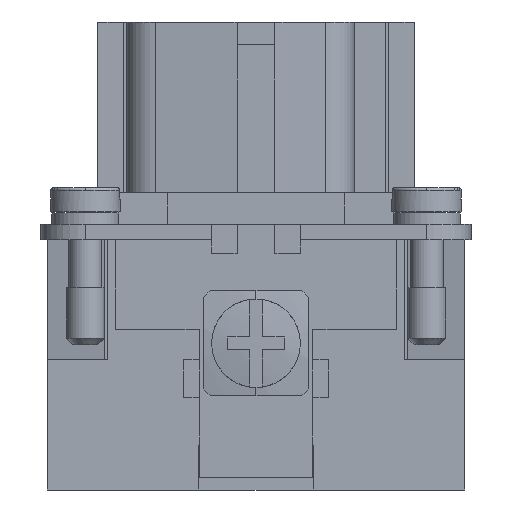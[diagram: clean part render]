
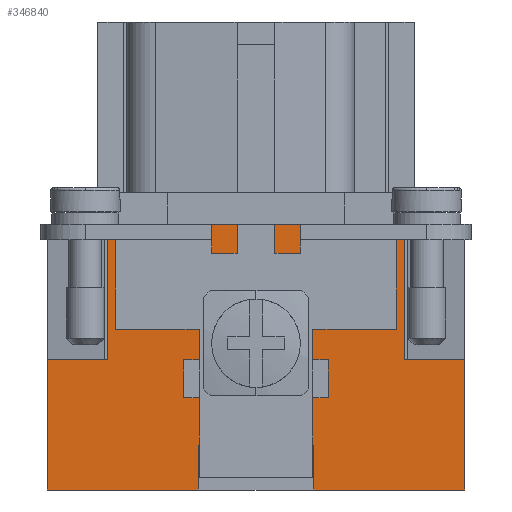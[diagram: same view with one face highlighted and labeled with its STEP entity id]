
A CAD part, left-side view. The second image highlights one B-rep face of the part: STEP entity #346840.
In plain terms, the highlighted planar face has unit normal (-1, 0, 0).
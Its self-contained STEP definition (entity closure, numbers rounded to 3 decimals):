
#251940=CARTESIAN_POINT('',(-21.55,-11.75,21.));
#251950=VERTEX_POINT('',#251940);
#251980=CARTESIAN_POINT('',(-21.55,-11.75,21.));
#251990=DIRECTION('',(0.,1.,0.));
#252000=VECTOR('',#251990,23.5);
#252010=LINE('',#251980,#252000);
#252020=CARTESIAN_POINT('',(-21.55,11.75,21.));
#252030=VERTEX_POINT('',#252020);
#252040=EDGE_CURVE('',#251950,#252030,#252010,.T.);
#340750=CARTESIAN_POINT('',(-21.55,11.75,21.));
#340760=DIRECTION('',(0.,0.,-1.));
#340770=VECTOR('',#340760,10.7);
#340780=LINE('',#340750,#340770);
#340790=CARTESIAN_POINT('',(-21.55,11.75,10.3));
#340800=VERTEX_POINT('',#340790);
#340810=EDGE_CURVE('',#252030,#340800,#340780,.T.);
#341400=CARTESIAN_POINT('',(-21.55,16.5,10.3));
#341410=VERTEX_POINT('',#341400);
#341460=CARTESIAN_POINT('',(-21.55,11.75,10.3));
#341470=DIRECTION('',(0.,1.,0.));
#341480=VECTOR('',#341470,4.75);
#341490=LINE('',#341460,#341480);
#341500=EDGE_CURVE('',#340800,#341410,#341490,.T.);
#344260=CARTESIAN_POINT('',(-21.55,-11.75,10.3));
#344270=DIRECTION('',(0.,0.,1.));
#344280=VECTOR('',#344270,10.7);
#344290=LINE('',#344260,#344280);
#344300=CARTESIAN_POINT('',(-21.55,-11.75,10.3));
#344310=VERTEX_POINT('',#344300);
#344320=EDGE_CURVE('',#344310,#251950,#344290,.T.);
#344630=CARTESIAN_POINT('',(-21.55,-16.5,10.3));
#344640=VERTEX_POINT('',#344630);
#344670=CARTESIAN_POINT('',(-21.55,-16.5,10.3));
#344680=DIRECTION('',(0.,1.,0.));
#344690=VECTOR('',#344680,4.75);
#344700=LINE('',#344670,#344690);
#344710=EDGE_CURVE('',#344640,#344310,#344700,.T.);
#345910=CARTESIAN_POINT('',(-21.55,16.5,0.));
#345920=DIRECTION('',(0.,0.,1.));
#345930=VECTOR('',#345920,10.3);
#345940=LINE('',#345910,#345930);
#345950=CARTESIAN_POINT('',(-21.55,16.5,0.));
#345960=VERTEX_POINT('',#345950);
#345970=EDGE_CURVE('',#345960,#341410,#345940,.T.);
#346250=CARTESIAN_POINT('',(-21.55,-16.5,0.));
#346260=DIRECTION('',(-1.,0.,0.));
#346270=DIRECTION('',(0.,0.,1.));
#346280=AXIS2_PLACEMENT_3D('',#346250,#346260,#346270);
#346290=PLANE('',#346280);
#346300=ORIENTED_EDGE('',*,*,#252040,.T.);
#346310=ORIENTED_EDGE('',*,*,#344320,.T.);
#346320=ORIENTED_EDGE('',*,*,#344710,.T.);
#346330=CARTESIAN_POINT('',(-21.55,-16.5,0.));
#346340=DIRECTION('',(0.,0.,1.));
#346350=VECTOR('',#346340,10.3);
#346360=LINE('',#346330,#346350);
#346370=CARTESIAN_POINT('',(-21.55,-16.5,0.));
#346380=VERTEX_POINT('',#346370);
#346390=EDGE_CURVE('',#346380,#344640,#346360,.T.);
#346400=ORIENTED_EDGE('',*,*,#346390,.T.);
#346410=CARTESIAN_POINT('',(-21.55,-16.5,0.));
#346420=DIRECTION('',(0.,1.,0.));
#346430=VECTOR('',#346420,11.95);
#346440=LINE('',#346410,#346430);
#346450=CARTESIAN_POINT('',(-21.55,-4.55,0.));
#346460=VERTEX_POINT('',#346450);
#346470=EDGE_CURVE('',#346380,#346460,#346440,.T.);
#346480=ORIENTED_EDGE('',*,*,#346470,.F.);
#346490=CARTESIAN_POINT('',(-21.55,-4.55,3.5));
#346500=DIRECTION('',(0.,0.,-1.));
#346510=VECTOR('',#346500,3.5);
#346520=LINE('',#346490,#346510);
#346530=CARTESIAN_POINT('',(-21.55,-4.55,3.5));
#346540=VERTEX_POINT('',#346530);
#346550=EDGE_CURVE('',#346540,#346460,#346520,.T.);
#346560=ORIENTED_EDGE('',*,*,#346550,.T.);
#346570=CARTESIAN_POINT('',(-21.55,4.55,3.5));
#346580=DIRECTION('',(0.,-1.,0.));
#346590=VECTOR('',#346580,9.1);
#346600=LINE('',#346570,#346590);
#346610=CARTESIAN_POINT('',(-21.55,4.55,3.5));
#346620=VERTEX_POINT('',#346610);
#346630=EDGE_CURVE('',#346620,#346540,#346600,.T.);
#346640=ORIENTED_EDGE('',*,*,#346630,.T.);
#346650=CARTESIAN_POINT('',(-21.55,4.55,0.));
#346660=DIRECTION('',(0.,0.,1.));
#346670=VECTOR('',#346660,3.5);
#346680=LINE('',#346650,#346670);
#346690=CARTESIAN_POINT('',(-21.55,4.55,0.));
#346700=VERTEX_POINT('',#346690);
#346710=EDGE_CURVE('',#346700,#346620,#346680,.T.);
#346720=ORIENTED_EDGE('',*,*,#346710,.T.);
#346730=CARTESIAN_POINT('',(-21.55,4.55,0.));
#346740=DIRECTION('',(0.,1.,0.));
#346750=VECTOR('',#346740,11.95);
#346760=LINE('',#346730,#346750);
#346770=EDGE_CURVE('',#346700,#345960,#346760,.T.);
#346780=ORIENTED_EDGE('',*,*,#346770,.F.);
#346790=ORIENTED_EDGE('',*,*,#345970,.F.);
#346800=ORIENTED_EDGE('',*,*,#341500,.T.);
#346810=ORIENTED_EDGE('',*,*,#340810,.T.);
#346820=EDGE_LOOP('',(#346810,#346800,#346790,#346780,#346720,#346640,
#346560,#346480,#346400,#346320,#346310,#346300));
#346830=FACE_OUTER_BOUND('',#346820,.T.);
#346840=ADVANCED_FACE('',(#346830),#346290,.T.);
